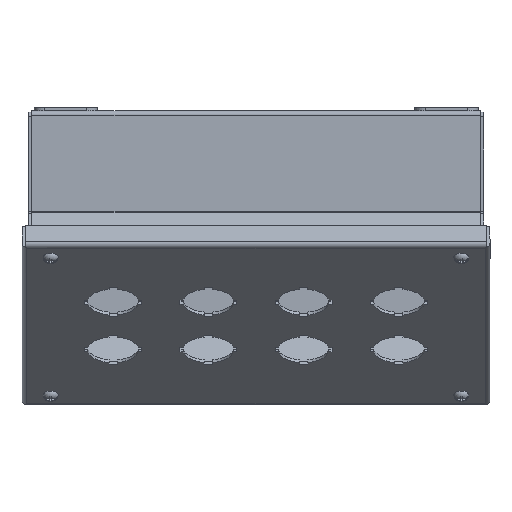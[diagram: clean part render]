
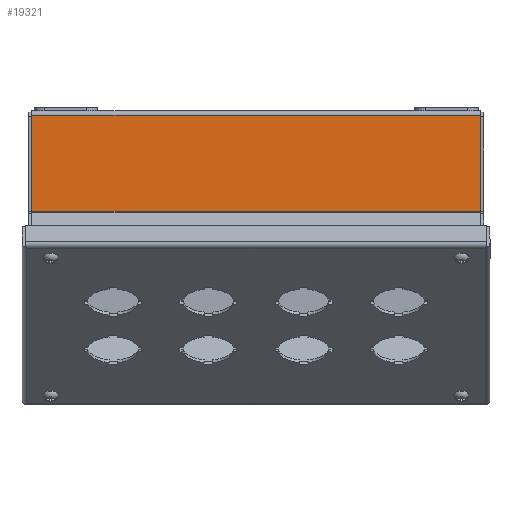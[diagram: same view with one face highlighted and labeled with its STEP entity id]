
A CAD part, top view. The second image highlights one B-rep face of the part: STEP entity #19321.
In plain terms, the highlighted planar face has unit normal (0, 0, 1).
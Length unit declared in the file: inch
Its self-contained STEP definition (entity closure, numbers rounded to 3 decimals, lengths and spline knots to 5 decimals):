
#42 = LINE ( 'NONE', #14329, #7770 ) ;
#423 = VERTEX_POINT ( 'NONE', #16939 ) ;
#568 = FACE_OUTER_BOUND ( 'NONE', #3620, .T. ) ;
#1156 = DIRECTION ( 'NONE',  ( 0., 1., 0. ) ) ;
#1564 = LINE ( 'NONE', #17700, #10832 ) ;
#1668 = ORIENTED_EDGE ( 'NONE', *, *, #3527, .F. ) ;
#1998 = LINE ( 'NONE', #7572, #17553 ) ;
#2427 = VERTEX_POINT ( 'NONE', #23331 ) ;
#2973 = AXIS2_PLACEMENT_3D ( 'NONE', #18567, #10505, #6279 ) ;
#3527 = EDGE_CURVE ( 'NONE', #2427, #18150, #1998, .T. ) ;
#3620 = EDGE_LOOP ( 'NONE', ( #8428, #1668, #22093, #9311 ) ) ;
#5257 = CARTESIAN_POINT ( 'NONE',  ( 5.303, 0.19424, 3.38464 ) ) ;
#6279 = DIRECTION ( 'NONE',  ( -1., 0., 0. ) ) ;
#7572 = CARTESIAN_POINT ( 'NONE',  ( -5.303, -3.72233, 3.38464 ) ) ;
#7770 = VECTOR ( 'NONE', #10368, 39.37008 ) ;
#8428 = ORIENTED_EDGE ( 'NONE', *, *, #8865, .F. ) ;
#8508 = CARTESIAN_POINT ( 'NONE',  ( -5.303, 2.4826, 3.38464 ) ) ;
#8664 = PLANE ( 'NONE',  #2973 ) ;
#8865 = EDGE_CURVE ( 'NONE', #18150, #423, #14565, .T. ) ;
#9311 = ORIENTED_EDGE ( 'NONE', *, *, #21606, .T. ) ;
#10368 = DIRECTION ( 'NONE',  ( -1., 0., 0. ) ) ;
#10505 = DIRECTION ( 'NONE',  ( 0., 0., -1. ) ) ;
#10694 = VECTOR ( 'NONE', #19060, 39.37008 ) ;
#10832 = VECTOR ( 'NONE', #1156, 39.37008 ) ;
#11161 = VERTEX_POINT ( 'NONE', #5257 ) ;
#14162 = DIRECTION ( 'NONE',  ( 0., 1., 0. ) ) ;
#14329 = CARTESIAN_POINT ( 'NONE',  ( -5.303, 0.19424, 3.38464 ) ) ;
#14332 = CARTESIAN_POINT ( 'NONE',  ( -5.303, 2.4826, 3.38464 ) ) ;
#14565 = LINE ( 'NONE', #8508, #10694 ) ;
#16939 = CARTESIAN_POINT ( 'NONE',  ( 5.303, 2.4826, 3.38464 ) ) ;
#17553 = VECTOR ( 'NONE', #14162, 39.37008 ) ;
#17700 = CARTESIAN_POINT ( 'NONE',  ( 5.303, -0.97235, 3.38464 ) ) ;
#18150 = VERTEX_POINT ( 'NONE', #14332 ) ;
#18567 = CARTESIAN_POINT ( 'NONE',  ( -5.303, 2.5906, 3.38464 ) ) ;
#19060 = DIRECTION ( 'NONE',  ( 1., 0., 0. ) ) ;
#19321 = ADVANCED_FACE ( 'NONE', ( #568 ), #8664, .F. ) ;
#21606 = EDGE_CURVE ( 'NONE', #11161, #423, #1564, .T. ) ;
#22093 = ORIENTED_EDGE ( 'NONE', *, *, #22856, .F. ) ;
#22856 = EDGE_CURVE ( 'NONE', #11161, #2427, #42, .T. ) ;
#23331 = CARTESIAN_POINT ( 'NONE',  ( -5.303, 0.19424, 3.38464 ) ) ;
